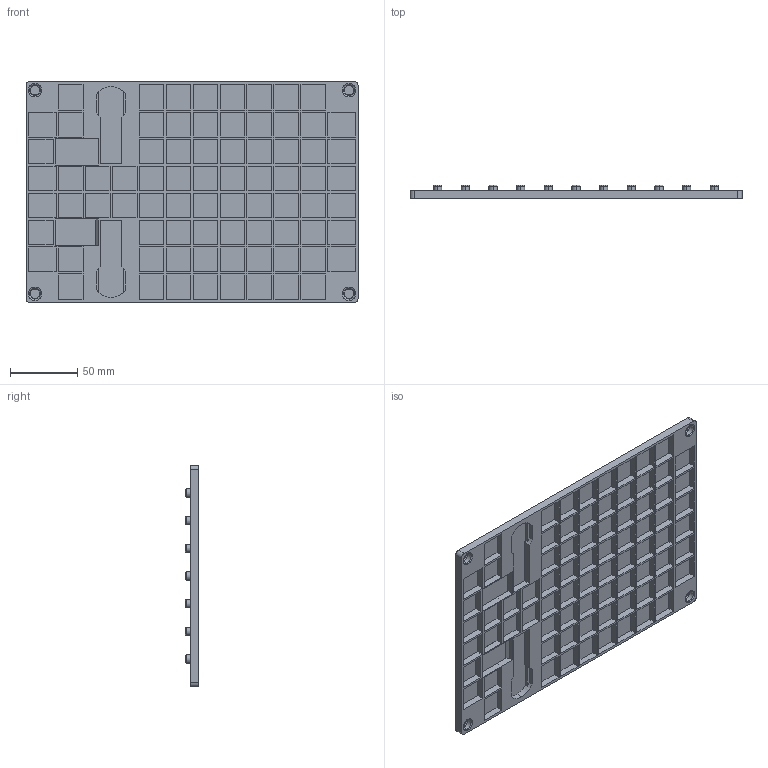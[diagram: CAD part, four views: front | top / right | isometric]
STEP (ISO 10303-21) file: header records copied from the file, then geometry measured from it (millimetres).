
FILE_DESCRIPTION (( 'STEP AP214' ), '1' );
FILE_NAME ('isolator_half.STEP', '2016-03-09T19:29:35', ( '' ), ( '' ), 'SwSTEP 2.0', 'SolidWorks 2016', '' );
FILE_SCHEMA (( 'AUTOMOTIVE_DESIGN' ));
Length unit declared in the file: millimetre
Products named in the file (1): isolator_half
Bounding box: 246 x 10 x 164 mm (x, y, z)
Volume: 94859.1 mm3; surface area: 125676 mm2
Topology: 1 solids, 1 shells, 1083 faces, 2353 edges, 1512 vertices
Faces by surface type: plane 586, cylinder 327, torus 170
Entity records: 29683 total; most frequent: DIRECTION 5523, CARTESIAN_POINT 4949, ORIENTED_EDGE 4706, EDGE_CURVE 2353, AXIS2_PLACEMENT_3D 2086, VERTEX_POINT 1512, VECTOR 1351, LINE 1351
